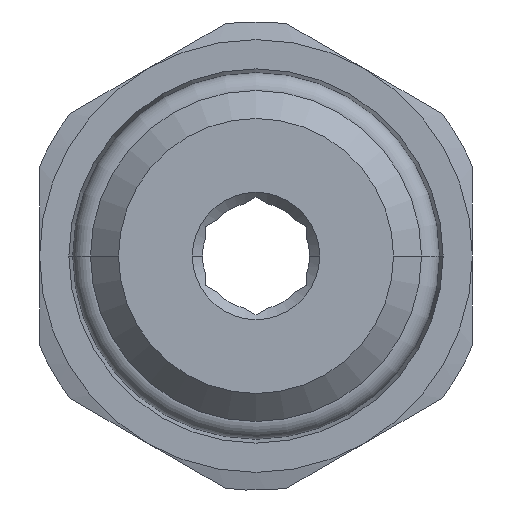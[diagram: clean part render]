
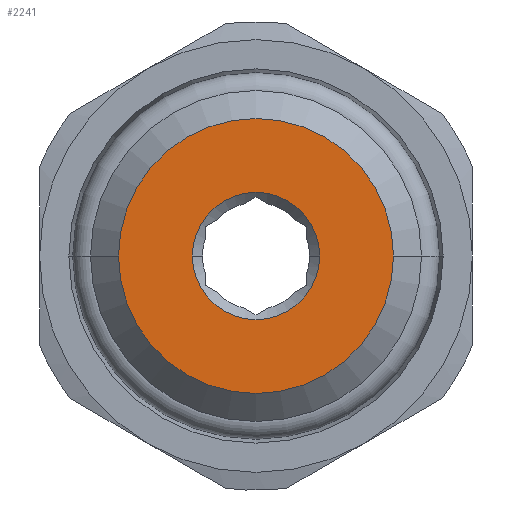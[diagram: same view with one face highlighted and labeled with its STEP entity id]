
A CAD part, front view. The second image highlights one B-rep face of the part: STEP entity #2241.
In plain terms, the highlighted planar face has unit normal (0, -1, 0).
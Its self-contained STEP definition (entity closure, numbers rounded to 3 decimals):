
#740=CARTESIAN_POINT('',(0.,0.,0.));
#741=DIRECTION('',(0.,-1.,0.));
#742=DIRECTION('',(-1.,0.,0.));
#743=AXIS2_PLACEMENT_3D('',#740,#741,#742);
#745=CARTESIAN_POINT('',(0.,0.,0.));
#746=DIRECTION('',(0.,1.,0.));
#747=DIRECTION('',(-1.,0.,0.));
#748=AXIS2_PLACEMENT_3D('',#745,#746,#747);
#750=CARTESIAN_POINT('',(0.,0.,0.));
#751=DIRECTION('',(0.,-1.,0.));
#752=DIRECTION('',(-1.,0.,0.));
#753=AXIS2_PLACEMENT_3D('',#750,#751,#752);
#755=CARTESIAN_POINT('',(0.,0.,0.));
#756=DIRECTION('',(0.,-1.,0.));
#757=DIRECTION('',(1.,0.,0.));
#758=AXIS2_PLACEMENT_3D('',#755,#756,#757);
#957=CARTESIAN_POINT('',(-5.4,0.,0.));
#959=VERTEX_POINT('',#957);
#961=CARTESIAN_POINT('',(5.4,0.,0.));
#963=VERTEX_POINT('',#961);
#1052=CARTESIAN_POINT('',(-2.5,0.,0.));
#1053=CARTESIAN_POINT('',(2.5,0.,0.));
#1054=VERTEX_POINT('',#1052);
#1055=VERTEX_POINT('',#1053);
#2227=CARTESIAN_POINT('',(0.,0.,0.));
#2228=DIRECTION('',(0.,1.,0.));
#2229=DIRECTION('',(1.,0.,0.));
#2230=AXIS2_PLACEMENT_3D('',#2227,#2228,#2229);
#2231=PLANE('',#2230);
#2232=ORIENTED_EDGE('',*,*,#2206,.F.);
#2233=ORIENTED_EDGE('',*,*,#2222,.T.);
#2234=EDGE_LOOP('',(#2232,#2233));
#2235=FACE_OUTER_BOUND('',#2234,.F.);
#2237=ORIENTED_EDGE('',*,*,#2236,.T.);
#2238=ORIENTED_EDGE('',*,*,#1361,.T.);
#2239=EDGE_LOOP('',(#2237,#2238));
#2240=FACE_BOUND('',#2239,.F.);
#2241=ADVANCED_FACE('',(#2235,#2240),#2231,.F.);
#744=CIRCLE('',#743,5.4);
#749=CIRCLE('',#748,5.4);
#754=CIRCLE('',#753,2.5);
#759=CIRCLE('',#758,2.5);
#1361=EDGE_CURVE('',#1055,#1054,#759,.T.);
#2206=EDGE_CURVE('',#959,#963,#744,.T.);
#2222=EDGE_CURVE('',#959,#963,#749,.T.);
#2236=EDGE_CURVE('',#1054,#1055,#754,.T.);
